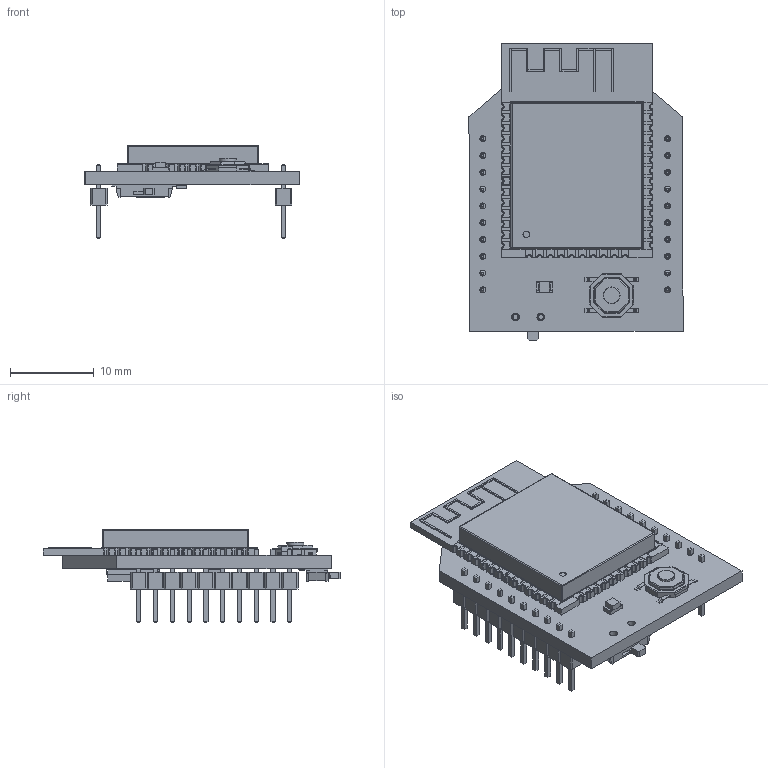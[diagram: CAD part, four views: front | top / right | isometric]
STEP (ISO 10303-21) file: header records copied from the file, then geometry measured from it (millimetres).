
FILE_DESCRIPTION(('FreeCAD Model'),'2;1');
FILE_NAME('Open CASCADE Shape Model','2021-06-22T21:13:50',( 'kicad StepUp'),('ksu MCAD'),'Open CASCADE STEP processor 7.5', 'FreeCAD','Unknown');
FILE_SCHEMA(('AUTOMOTIVE_DESIGN { 1 0 10303 214 1 1 1 1 }'));
Length unit declared in the file: millimetre
Products named in the file (15): xbee; Local_CS_fa61; Pcb_fa61; Board_Geoms_fa61; Step_Models_fa61; Top_fa61; SW1_SW_SPST_TL3342_00005c6e873a[2]; D1_LED_0805_2012Metric_00005cd0f46f; U2_PinHeader_1x10_P200mm_Vertical_00005cd3e61b; U1_ESP32-WROOM-32_00005cd3e70f[2]; Bot_fa61; SW2_Fusion_sp_00005c70e934[2]; C1_CP_EIA_6032_15_Kemet_U_00005cc7db3b; R1_R_0805_2012Metric_00005ce61967[2]
Assembly tree (30 placements, depth 5):
  xbee
    Local_CS_fa61
    Pcb_fa61
    xbee
      Board_Geoms_fa61
        Pcb_fa61
      Step_Models_fa61
        Top_fa61
          SW1_SW_SPST_TL3342_00005c6e873a[2]
          D1_LED_0805_2012Metric_00005cd0f46f
          U2_PinHeader_1x10_P200mm_Vertical_00005cd3e61b  x2
          U1_ESP32-WROOM-32_00005cd3e70f[2]
        Bot_fa61
          SW2_Fusion_sp_00005c70e934[2]
          C1_CP_EIA_6032_15_Kemet_U_00005cc7db3b
          R1_R_0805_2012Metric_00005ce61967[2]  x3
    Top_fa61
      SW1_SW_SPST_TL3342_00005c6e873a[2]
      D1_LED_0805_2012Metric_00005cd0f46f
      U2_PinHeader_1x10_P200mm_Vertical_00005cd3e61b  x2
      U1_ESP32-WROOM-32_00005cd3e70f[2]
    Bot_fa61
      SW2_Fusion_sp_00005c70e934[2]
      C1_CP_EIA_6032_15_Kemet_U_00005cc7db3b
      R1_R_0805_2012Metric_00005ce61967[2]  x3
    SW1_SW_SPST_TL3342_00005c6e873a[2]
    D1_LED_0805_2012Metric_00005cd0f46f
    U2_PinHeader_1x10_P200mm_Vertical_00005cd3e61b  x2
    U1_ESP32-WROOM-32_00005cd3e70f[2]
    SW2_Fusion_sp_00005c70e934[2]
    C1_CP_EIA_6032_15_Kemet_U_00005cc7db3b
    R1_R_0805_2012Metric_00005ce61967[2]  x3
Bounding box: 25.5 x 35.38 x 11.1 mm (x, y, z)
Volume: 6218.8 mm3; surface area: 9683.1 mm2
Topology: 32 solids, 38 shells, 5283 faces, 13476 edges, 8425 vertices
Faces by surface type: plane 4636, cylinder 554, bspline 72, sphere 12, cone 6, torus 3
Full cylindrical faces by diameter (mm): 0.7 x40, 0.8 x12, 0.9 x4, 2 x3
Entity records: 55825 total; most frequent: CARTESIAN_POINT 9235, ORIENTED_EDGE 7588, DIRECTION 7268, EDGE_CURVE 3794, LINE 3144, VECTOR 3144, VERTEX_POINT 2375, AXIS2_PLACEMENT_3D 2062
